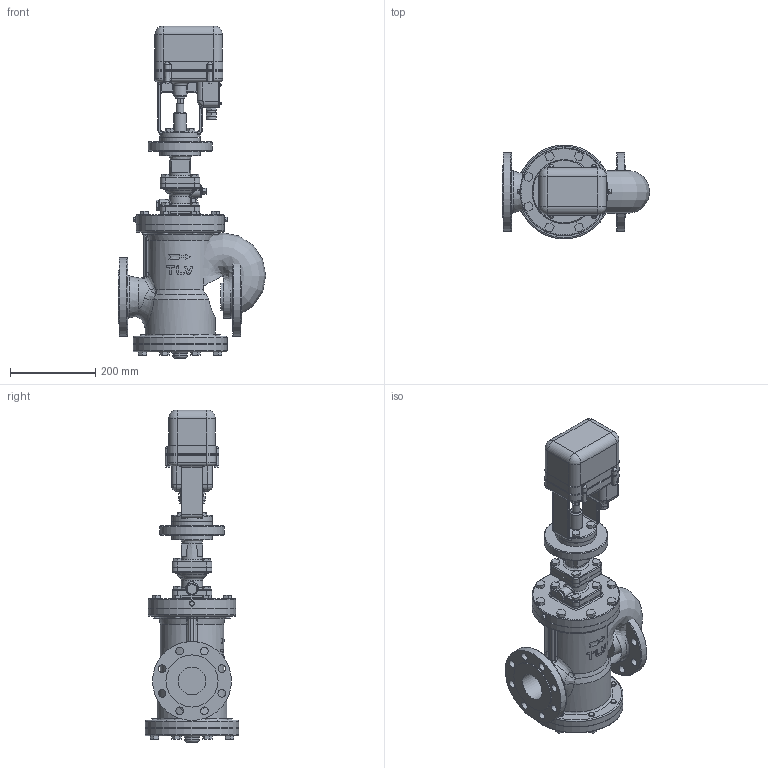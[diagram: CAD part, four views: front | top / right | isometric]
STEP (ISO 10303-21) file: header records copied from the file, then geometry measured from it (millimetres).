
FILE_DESCRIPTION((''),'2;1');
FILE_NAME('ccr16-065-e0025-00.stp','2009-08-28T13:31:16',('nakaot'),(''),'Autodesk Inventor 2008','Autodesk Inventor 2008','');
FILE_SCHEMA(('AUTOMOTIVE_DESIGN { 1 0 10303 214 1 1 1 1 }'));
Length unit declared in the file: millimetre
Products named in the file (1): ccr16-065-e0025-00
Bounding box: 345.82 x 220 x 778 mm (x, y, z)
Volume: 10349760.3 mm3; surface area: 962978.6 mm2
Topology: 1 solids, 1 shells, 1092 faces, 2653 edges, 1655 vertices
Faces by surface type: plane 548, cylinder 284, bspline 191, torus 53, cone 8, sphere 8
Full cylindrical faces by diameter (mm): 5.5 x4, 5.9 x4, 6 x4, 10 x12, 12 x33, 16.918 x1, 17 x1, 18 x9, 20 x2, 21 x1, 23 x1, 24 x2, 27 x1, 30 x2, 32 x1, 34 x1, 41.003 x1, 43.962 x1, 53.888 x1, 58.297 x1, 59.474 x1, 65 x2, 95 x3, 100 x1, 122 x1, 124.078 x1, 146.683 x1, 150 x1, 164 x1, 185 x1
Entity records: 45270 total; most frequent: CARTESIAN_POINT 20778, ORIENTED_EDGE 4948, DIRECTION 4863, EDGE_CURVE 2474, AXIS2_PLACEMENT_3D 1749, VERTEX_POINT 1637, EDGE_LOOP 1429, VECTOR 1365
